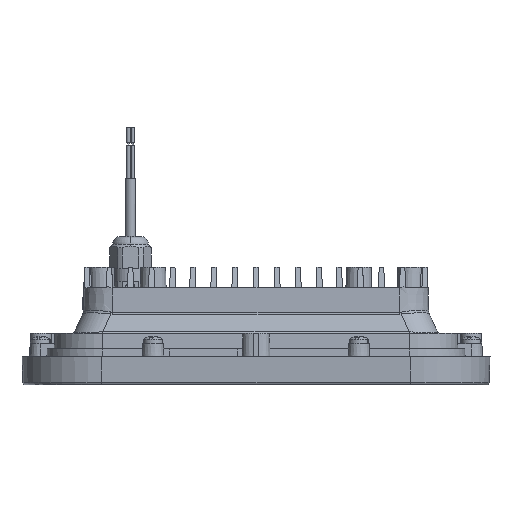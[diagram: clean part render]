
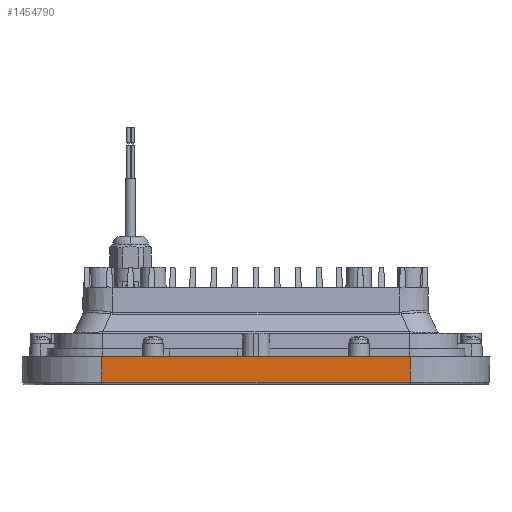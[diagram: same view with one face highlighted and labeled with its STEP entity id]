
A CAD part, front view. The second image highlights one B-rep face of the part: STEP entity #1454790.
In plain terms, the highlighted face is planar.
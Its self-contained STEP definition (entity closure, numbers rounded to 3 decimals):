
#1168130=CARTESIAN_POINT('',(352.958,3.051,
140.265));
#1168140=VERTEX_POINT('',#1168130);
#1168170=CARTESIAN_POINT('',(575.919,3.051,
140.265));
#1168180=DIRECTION('',(-1.,0.,
0.));
#1168190=VECTOR('',#1168180,1.);
#1168200=LINE('',#1168170,#1168190);
#1168210=CARTESIAN_POINT('',(232.958,3.051,
140.265));
#1168220=VERTEX_POINT('',#1168210);
#1168230=EDGE_CURVE('',#1168140,#1168220,#1168200,.T.);
#1454380=CARTESIAN_POINT('',(232.958,18.546,
140.811));
#1454390=DIRECTION('',(0.,0.999,
0.035));
#1454400=VECTOR('',#1454390,1.);
#1454410=LINE('',#1454380,#1454400);
#1454420=CARTESIAN_POINT('',(232.958,13.085,
140.619));
#1454430=VERTEX_POINT('',#1454420);
#1454440=EDGE_CURVE('',#1168220,#1454430,#1454410,.T.);
#1454560=CARTESIAN_POINT('',(575.919,3.065,
140.265));
#1454570=DIRECTION('',(0.,-0.035,
0.999));
#1454580=DIRECTION('',(0.,-0.999,
-0.035));
#1454590=AXIS2_PLACEMENT_3D('',#1454560,#1454570,#1454580);
#1454600=PLANE('',#1454590);
#1454610=ORIENTED_EDGE('',*,*,#1454440,.T.);
#1454620=ORIENTED_EDGE('',*,*,#1168230,.T.);
#1454630=CARTESIAN_POINT('',(352.958,18.546,
140.811));
#1454640=DIRECTION('',(0.,0.999,
0.035));
#1454650=VECTOR('',#1454640,1.);
#1454660=LINE('',#1454630,#1454650);
#1454670=CARTESIAN_POINT('',(352.958,13.086,
140.619));
#1454680=VERTEX_POINT('',#1454670);
#1454690=EDGE_CURVE('',#1168140,#1454680,#1454660,.T.);
#1454700=ORIENTED_EDGE('',*,*,#1454690,.F.);
#1454710=CARTESIAN_POINT('',(575.919,13.086,
140.618));
#1454720=DIRECTION('',(-1.,0.,
0.));
#1454730=VECTOR('',#1454720,1.);
#1454740=LINE('',#1454710,#1454730);
#1454750=EDGE_CURVE('',#1454680,#1454430,#1454740,.T.);
#1454760=ORIENTED_EDGE('',*,*,#1454750,.F.);
#1454770=EDGE_LOOP('',(#1454760,#1454700,#1454620,#1454610));
#1454780=FACE_OUTER_BOUND('',#1454770,.T.);
#1454790=ADVANCED_FACE('',(#1454780),#1454600,.F.);
